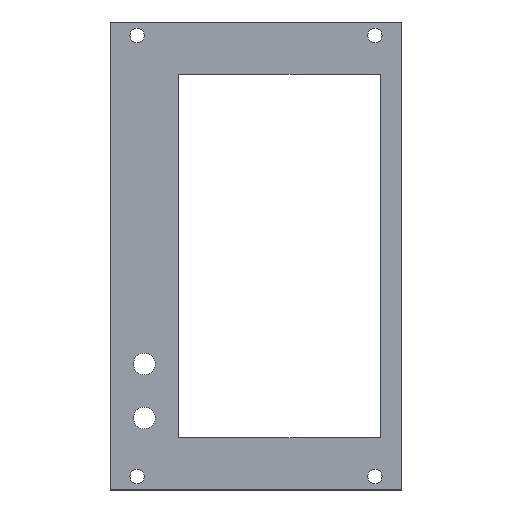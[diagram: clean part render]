
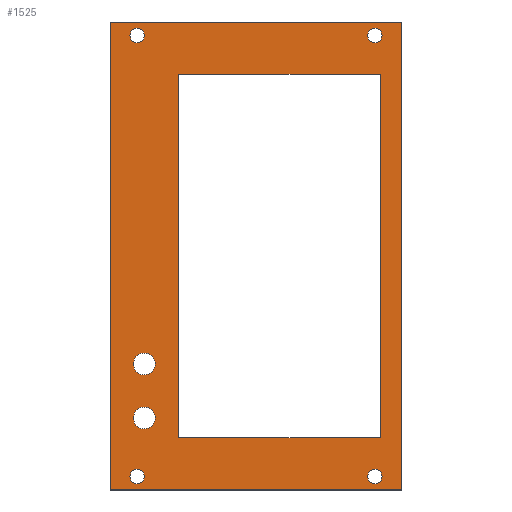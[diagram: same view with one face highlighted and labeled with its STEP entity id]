
A CAD part, top view. The second image highlights one B-rep face of the part: STEP entity #1525.
In plain terms, the highlighted planar face has unit normal (0, 0, 1).
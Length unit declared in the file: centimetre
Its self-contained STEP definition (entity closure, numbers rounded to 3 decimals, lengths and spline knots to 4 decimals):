
#136=CARTESIAN_POINT('',(-4.052,-6.5,0.15));
#137=VERTEX_POINT('',#136);
#144=CARTESIAN_POINT('',(-4.052,6.5,0.15));
#145=VERTEX_POINT('',#144);
#146=CARTESIAN_POINT('',(-4.052,-12338.5,0.15));
#147=DIRECTION('',(0.,1.,0.));
#148=VECTOR('',#147,24690.);
#149=LINE('',#146,#148);
#150=EDGE_CURVE('',#137,#145,#149,.T.);
#1243=CARTESIAN_POINT('',(-2.795,-3.,0.15));
#1244=VERTEX_POINT('',#1243);
#1251=CARTESIAN_POINT('',(-3.1,-3.,0.15));
#1252=DIRECTION('',(0.,0.,-1.));
#1253=DIRECTION('',(-1.,0.,0.));
#1254=AXIS2_PLACEMENT_3D('',#1251,#1252,#1253);
#1255=CIRCLE('',#1254,0.305);
#1256=EDGE_CURVE('',#1244,#1244,#1255,.T.);
#1269=CARTESIAN_POINT('',(-2.148,5.05,0.15));
#1270=VERTEX_POINT('',#1269);
#1271=CARTESIAN_POINT('',(3.452,5.05,0.15));
#1272=VERTEX_POINT('',#1271);
#1273=CARTESIAN_POINT('',(-12344.674,5.05,0.15));
#1274=DIRECTION('',(1.,0.,-0.));
#1275=VECTOR('',#1274,24690.);
#1276=LINE('',#1273,#1275);
#1277=EDGE_CURVE('',#1270,#1272,#1276,.T.);
#1300=CARTESIAN_POINT('',(3.452,-5.05,0.15));
#1301=VERTEX_POINT('',#1300);
#1302=CARTESIAN_POINT('',(3.452,12345.,0.15));
#1303=DIRECTION('',(-0.,-1.,0.));
#1304=VECTOR('',#1303,24690.);
#1305=LINE('',#1302,#1304);
#1306=EDGE_CURVE('',#1272,#1301,#1305,.T.);
#1324=CARTESIAN_POINT('',(-2.148,-5.05,0.15));
#1325=VERTEX_POINT('',#1324);
#1326=CARTESIAN_POINT('',(12345.326,-5.05,0.15));
#1327=DIRECTION('',(-1.,0.,0.));
#1328=VECTOR('',#1327,24690.);
#1329=LINE('',#1326,#1328);
#1330=EDGE_CURVE('',#1301,#1325,#1329,.T.);
#1348=CARTESIAN_POINT('',(-2.148,-12345.,0.15));
#1349=DIRECTION('',(0.,1.,-0.));
#1350=VECTOR('',#1349,24690.);
#1351=LINE('',#1348,#1350);
#1352=EDGE_CURVE('',#1325,#1270,#1351,.T.);
#1365=CARTESIAN_POINT('',(-2.795,-4.5,0.15));
#1366=VERTEX_POINT('',#1365);
#1373=CARTESIAN_POINT('',(-3.1,-4.5,0.15));
#1374=DIRECTION('',(0.,0.,-1.));
#1375=DIRECTION('',(-1.,0.,0.));
#1376=AXIS2_PLACEMENT_3D('',#1373,#1374,#1375);
#1377=CIRCLE('',#1376,0.305);
#1378=EDGE_CURVE('',#1366,#1366,#1377,.T.);
#1403=CARTESIAN_POINT('',(0.,0.,0.15));
#1404=DIRECTION('',(0.,0.,1.));
#1405=DIRECTION('',(1.,0.,0.));
#1406=AXIS2_PLACEMENT_3D('',#1403,#1404,#1405);
#1407=PLANE('',#1406);
#1408=ORIENTED_EDGE('',*,*,#1256,.T.);
#1409=EDGE_LOOP('',(#1408));
#1410=FACE_BOUND('',#1409,.T.);
#1411=ORIENTED_EDGE('',*,*,#1330,.T.);
#1412=ORIENTED_EDGE('',*,*,#1352,.T.);
#1413=ORIENTED_EDGE('',*,*,#1277,.T.);
#1414=ORIENTED_EDGE('',*,*,#1306,.T.);
#1415=EDGE_LOOP('',(#1411,#1412,#1413,#1414));
#1416=FACE_BOUND('',#1415,.T.);
#1417=ORIENTED_EDGE('',*,*,#1378,.T.);
#1418=EDGE_LOOP('',(#1417));
#1419=FACE_BOUND('',#1418,.T.);
#1420=CARTESIAN_POINT('',(3.102,-6.125,0.15));
#1421=VERTEX_POINT('',#1420);
#1422=CARTESIAN_POINT('',(3.502,-6.125,0.15));
#1423=VERTEX_POINT('',#1422);
#1424=CARTESIAN_POINT('',(3.302,-6.125,0.15));
#1425=DIRECTION('',(0.,0.,1.));
#1426=DIRECTION('',(1.,0.,-0.));
#1427=AXIS2_PLACEMENT_3D('',#1424,#1425,#1426);
#1428=CIRCLE('',#1427,0.2);
#1429=EDGE_CURVE('',#1421,#1423,#1428,.T.);
#1430=ORIENTED_EDGE('',*,*,#1429,.F.);
#1431=CARTESIAN_POINT('',(3.302,-6.125,0.15));
#1432=DIRECTION('',(0.,0.,1.));
#1433=DIRECTION('',(1.,0.,-0.));
#1434=AXIS2_PLACEMENT_3D('',#1431,#1432,#1433);
#1435=CIRCLE('',#1434,0.2);
#1436=EDGE_CURVE('',#1423,#1421,#1435,.T.);
#1437=ORIENTED_EDGE('',*,*,#1436,.F.);
#1438=EDGE_LOOP('',(#1430,#1437));
#1439=FACE_BOUND('',#1438,.T.);
#1440=CARTESIAN_POINT('',(-3.502,6.125,0.15));
#1441=VERTEX_POINT('',#1440);
#1442=CARTESIAN_POINT('',(-3.102,6.125,0.15));
#1443=VERTEX_POINT('',#1442);
#1444=CARTESIAN_POINT('',(-3.302,6.125,0.15));
#1445=DIRECTION('',(0.,0.,1.));
#1446=DIRECTION('',(1.,0.,-0.));
#1447=AXIS2_PLACEMENT_3D('',#1444,#1445,#1446);
#1448=CIRCLE('',#1447,0.2);
#1449=EDGE_CURVE('',#1441,#1443,#1448,.T.);
#1450=ORIENTED_EDGE('',*,*,#1449,.F.);
#1451=CARTESIAN_POINT('',(-3.302,6.125,0.15));
#1452=DIRECTION('',(0.,0.,1.));
#1453=DIRECTION('',(1.,0.,-0.));
#1454=AXIS2_PLACEMENT_3D('',#1451,#1452,#1453);
#1455=CIRCLE('',#1454,0.2);
#1456=EDGE_CURVE('',#1443,#1441,#1455,.T.);
#1457=ORIENTED_EDGE('',*,*,#1456,.F.);
#1458=EDGE_LOOP('',(#1450,#1457));
#1459=FACE_BOUND('',#1458,.T.);
#1460=CARTESIAN_POINT('',(-3.502,-6.125,0.15));
#1461=VERTEX_POINT('',#1460);
#1462=CARTESIAN_POINT('',(-3.102,-6.125,0.15));
#1463=VERTEX_POINT('',#1462);
#1464=CARTESIAN_POINT('',(-3.302,-6.125,0.15));
#1465=DIRECTION('',(0.,0.,1.));
#1466=DIRECTION('',(1.,0.,-0.));
#1467=AXIS2_PLACEMENT_3D('',#1464,#1465,#1466);
#1468=CIRCLE('',#1467,0.2);
#1469=EDGE_CURVE('',#1461,#1463,#1468,.T.);
#1470=ORIENTED_EDGE('',*,*,#1469,.F.);
#1471=CARTESIAN_POINT('',(-3.302,-6.125,0.15));
#1472=DIRECTION('',(0.,0.,1.));
#1473=DIRECTION('',(1.,0.,-0.));
#1474=AXIS2_PLACEMENT_3D('',#1471,#1472,#1473);
#1475=CIRCLE('',#1474,0.2);
#1476=EDGE_CURVE('',#1463,#1461,#1475,.T.);
#1477=ORIENTED_EDGE('',*,*,#1476,.F.);
#1478=EDGE_LOOP('',(#1470,#1477));
#1479=FACE_BOUND('',#1478,.T.);
#1480=CARTESIAN_POINT('',(3.102,6.125,0.15));
#1481=VERTEX_POINT('',#1480);
#1482=CARTESIAN_POINT('',(3.502,6.125,0.15));
#1483=VERTEX_POINT('',#1482);
#1484=CARTESIAN_POINT('',(3.302,6.125,0.15));
#1485=DIRECTION('',(0.,0.,1.));
#1486=DIRECTION('',(1.,0.,-0.));
#1487=AXIS2_PLACEMENT_3D('',#1484,#1485,#1486);
#1488=CIRCLE('',#1487,0.2);
#1489=EDGE_CURVE('',#1481,#1483,#1488,.T.);
#1490=ORIENTED_EDGE('',*,*,#1489,.F.);
#1491=CARTESIAN_POINT('',(3.302,6.125,0.15));
#1492=DIRECTION('',(0.,0.,1.));
#1493=DIRECTION('',(1.,0.,-0.));
#1494=AXIS2_PLACEMENT_3D('',#1491,#1492,#1493);
#1495=CIRCLE('',#1494,0.2);
#1496=EDGE_CURVE('',#1483,#1481,#1495,.T.);
#1497=ORIENTED_EDGE('',*,*,#1496,.F.);
#1498=EDGE_LOOP('',(#1490,#1497));
#1499=FACE_BOUND('',#1498,.T.);
#1500=CARTESIAN_POINT('',(4.052,6.5,0.15));
#1501=VERTEX_POINT('',#1500);
#1502=CARTESIAN_POINT('',(-12340.948,6.5,0.15));
#1503=DIRECTION('',(1.,0.,-0.));
#1504=VECTOR('',#1503,24690.);
#1505=LINE('',#1502,#1504);
#1506=EDGE_CURVE('',#145,#1501,#1505,.T.);
#1507=ORIENTED_EDGE('',*,*,#1506,.F.);
#1508=ORIENTED_EDGE('',*,*,#150,.F.);
#1509=CARTESIAN_POINT('',(4.052,-6.5,0.15));
#1510=VERTEX_POINT('',#1509);
#1511=CARTESIAN_POINT('',(12340.948,-6.5,0.15));
#1512=DIRECTION('',(-1.,0.,-0.));
#1513=VECTOR('',#1512,24690.);
#1514=LINE('',#1511,#1513);
#1515=EDGE_CURVE('',#1510,#137,#1514,.T.);
#1516=ORIENTED_EDGE('',*,*,#1515,.F.);
#1517=CARTESIAN_POINT('',(4.052,12338.5,0.15));
#1518=DIRECTION('',(0.,-1.,0.));
#1519=VECTOR('',#1518,24690.);
#1520=LINE('',#1517,#1519);
#1521=EDGE_CURVE('',#1501,#1510,#1520,.T.);
#1522=ORIENTED_EDGE('',*,*,#1521,.F.);
#1523=EDGE_LOOP('',(#1507,#1508,#1516,#1522));
#1524=FACE_BOUND('',#1523,.T.);
#1525=ADVANCED_FACE('',(#1410,#1416,#1419,#1439,#1459,#1479,#1499,#1524),#1407,.T.);
